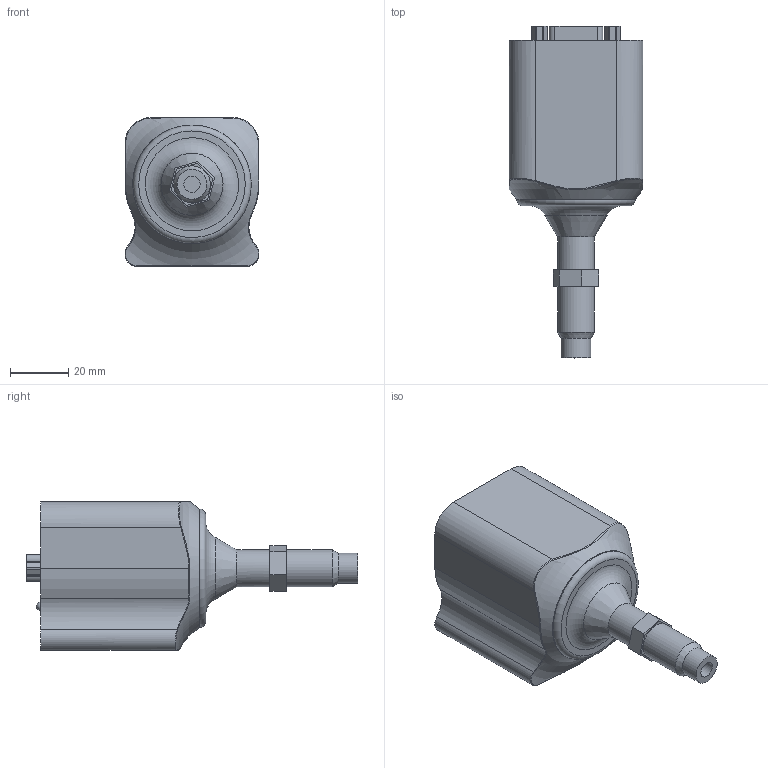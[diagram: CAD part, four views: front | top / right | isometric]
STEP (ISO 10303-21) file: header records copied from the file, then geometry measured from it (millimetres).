
FILE_DESCRIPTION((''),'2;1');
FILE_NAME('_Display_900_1over8_SOLID.stp','2016-02-18T12:54:09',('HestbeMa'),(''),'Autodesk Inventor 2013','Autodesk Inventor 2013','');
FILE_SCHEMA(('CONFIG_CONTROL_DESIGN'));
Length unit declared in the file: millimetre
Products named in the file (1): _Display_900_1over8
Bounding box: 46 x 113.97 x 51.16 mm (x, y, z)
Volume: 126620.4 mm3; surface area: 18193.4 mm2
Topology: 1 solids, 1 shells, 133 faces, 327 edges, 207 vertices
Faces by surface type: plane 58, cylinder 40, bspline 22, cone 9, torus 3, sphere 1
Full cylindrical faces by diameter (mm): 2.8 x1, 3 x1, 3.3 x1, 5.563 x1, 10.1 x1, 10.16 x1, 10.287 x1, 12.7 x2, 40.6 x1
Entity records: 4304 total; most frequent: CARTESIAN_POINT 1326, ORIENTED_EDGE 600, DIRECTION 556, EDGE_CURVE 300, VERTEX_POINT 199, AXIS2_PLACEMENT_3D 196, VECTOR 164, LINE 164
